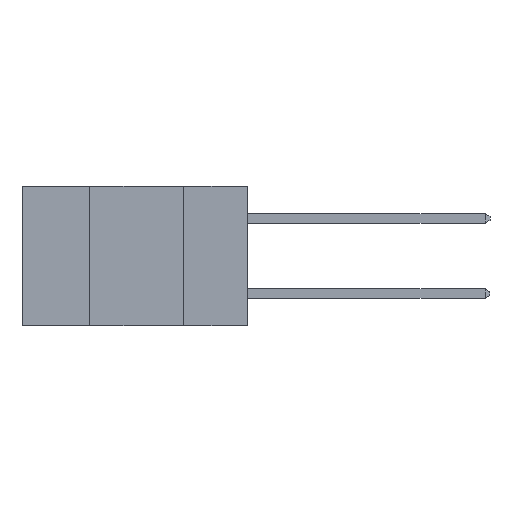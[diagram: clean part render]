
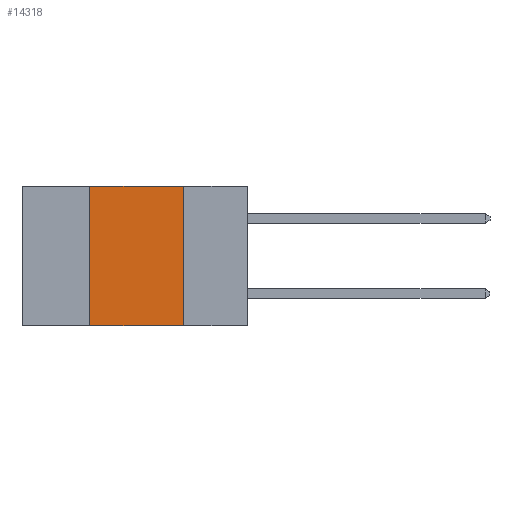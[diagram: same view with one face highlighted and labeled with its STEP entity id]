
A CAD part, left-side view. The second image highlights one B-rep face of the part: STEP entity #14318.
In plain terms, the highlighted planar face has unit normal (-1, 0, 0).
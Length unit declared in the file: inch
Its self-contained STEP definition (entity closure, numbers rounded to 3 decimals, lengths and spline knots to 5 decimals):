
#2 = AXIS2_PLACEMENT_3D ( 'NONE', #1935, #14895, #7299 ) ;
#192 = VERTEX_POINT ( 'NONE', #2455 ) ;
#434 = DIRECTION ( 'NONE',  ( 0., 0., 1. ) ) ;
#590 = ORIENTED_EDGE ( 'NONE', *, *, #6745, .F. ) ;
#800 = EDGE_CURVE ( 'NONE', #11731, #6859, #10194, .T. ) ;
#1542 = CARTESIAN_POINT ( 'NONE',  ( 0., 0.42, -0.37 ) ) ;
#1931 = CARTESIAN_POINT ( 'NONE',  ( 0., 0.17, -0.37 ) ) ;
#1935 = CARTESIAN_POINT ( 'NONE',  ( 0., 0.6, 0. ) ) ;
#2455 = CARTESIAN_POINT ( 'NONE',  ( 0., 0.42, 0. ) ) ;
#3199 = LINE ( 'NONE', #9186, #9851 ) ;
#3264 = PLANE ( 'NONE',  #2 ) ;
#3351 = VECTOR ( 'NONE', #434, 39.37008 ) ;
#3418 = EDGE_CURVE ( 'NONE', #5235, #6859, #8108, .T. ) ;
#4448 = DIRECTION ( 'NONE',  ( 0., 0., -1. ) ) ;
#5018 = CARTESIAN_POINT ( 'NONE',  ( 0., 0.17, 0. ) ) ;
#5235 = VERTEX_POINT ( 'NONE', #1542 ) ;
#6333 = EDGE_LOOP ( 'NONE', ( #7985, #590, #13246, #8331 ) ) ;
#6661 = VECTOR ( 'NONE', #4448, 39.37008 ) ;
#6745 = EDGE_CURVE ( 'NONE', #192, #11731, #3199, .T. ) ;
#6859 = VERTEX_POINT ( 'NONE', #1931 ) ;
#7299 = DIRECTION ( 'NONE',  ( 0., 0., -1. ) ) ;
#7985 = ORIENTED_EDGE ( 'NONE', *, *, #800, .F. ) ;
#8108 = LINE ( 'NONE', #15395, #14839 ) ;
#8331 = ORIENTED_EDGE ( 'NONE', *, *, #3418, .T. ) ;
#9186 = CARTESIAN_POINT ( 'NONE',  ( 0., 0.6, 0. ) ) ;
#9851 = VECTOR ( 'NONE', #11971, 39.37008 ) ;
#9999 = CARTESIAN_POINT ( 'NONE',  ( 0., 0.17, 0. ) ) ;
#10194 = LINE ( 'NONE', #9999, #6661 ) ;
#10372 = DIRECTION ( 'NONE',  ( 0., -1., 0. ) ) ;
#10839 = LINE ( 'NONE', #15828, #3351 ) ;
#10875 = EDGE_CURVE ( 'NONE', #5235, #192, #10839, .T. ) ;
#11731 = VERTEX_POINT ( 'NONE', #5018 ) ;
#11971 = DIRECTION ( 'NONE',  ( 0., -1., 0. ) ) ;
#13246 = ORIENTED_EDGE ( 'NONE', *, *, #10875, .F. ) ;
#14318 = ADVANCED_FACE ( 'NONE', ( #15127 ), #3264, .F. ) ;
#14839 = VECTOR ( 'NONE', #10372, 39.37008 ) ;
#14895 = DIRECTION ( 'NONE',  ( 1., 0., 0. ) ) ;
#15127 = FACE_OUTER_BOUND ( 'NONE', #6333, .T. ) ;
#15395 = CARTESIAN_POINT ( 'NONE',  ( 0., 0.6, -0.37 ) ) ;
#15828 = CARTESIAN_POINT ( 'NONE',  ( 0., 0.42, 0. ) ) ;
